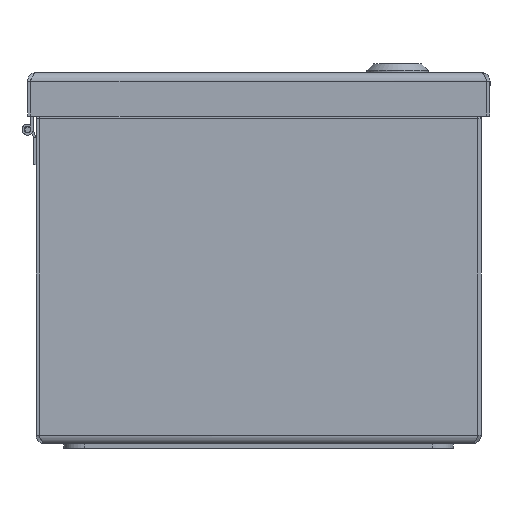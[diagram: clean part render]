
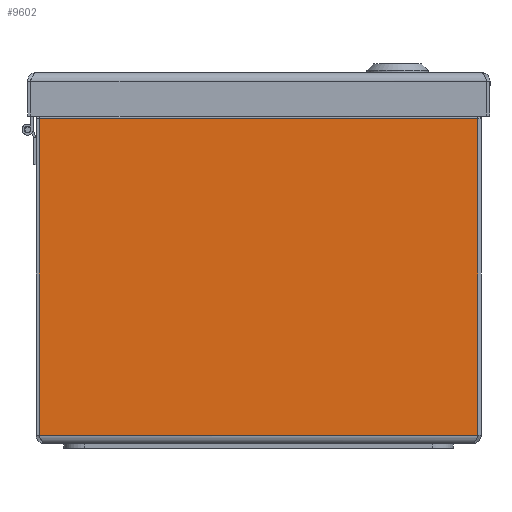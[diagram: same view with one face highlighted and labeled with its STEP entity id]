
A CAD part, left-side view. The second image highlights one B-rep face of the part: STEP entity #9602.
In plain terms, the highlighted face is planar.
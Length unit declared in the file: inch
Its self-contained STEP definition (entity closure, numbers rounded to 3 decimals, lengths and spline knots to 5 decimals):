
#629=PLANE('',#10325);
#1078=FACE_OUTER_BOUND('',#1714,.T.);
#1714=EDGE_LOOP('',(#7545,#7546,#7547,#7548));
#2486=LINE('',#15564,#3329);
#2521=LINE('',#15906,#3364);
#2522=LINE('',#15908,#3365);
#2523=LINE('',#15909,#3366);
#3329=VECTOR('',#12085,7.88059);
#3364=VECTOR('',#12158,5.6945);
#3365=VECTOR('',#12159,7.88059);
#3366=VECTOR('',#12160,5.6945);
#4468=VERTEX_POINT('',#15555);
#4469=VERTEX_POINT('',#15563);
#4492=VERTEX_POINT('',#15905);
#4493=VERTEX_POINT('',#15907);
#5524=EDGE_CURVE('',#4469,#4468,#2486,.T.);
#5574=EDGE_CURVE('',#4492,#4468,#2521,.T.);
#5575=EDGE_CURVE('',#4492,#4493,#2522,.T.);
#5576=EDGE_CURVE('',#4469,#4493,#2523,.T.);
#7545=ORIENTED_EDGE('',*,*,#5524,.T.);
#7546=ORIENTED_EDGE('',*,*,#5574,.F.);
#7547=ORIENTED_EDGE('',*,*,#5575,.T.);
#7548=ORIENTED_EDGE('',*,*,#5576,.F.);
#9602=ADVANCED_FACE('',(#1078),#629,.F.);
#10325=AXIS2_PLACEMENT_3D('',#15904,#12156,#12157);
#12085=DIRECTION('',(-1.,0.,0.));
#12156=DIRECTION('center_axis',(0.,1.,0.));
#12157=DIRECTION('ref_axis',(1.,0.,0.));
#12158=DIRECTION('',(0.,0.,1.));
#12159=DIRECTION('',(1.,0.,0.));
#12160=DIRECTION('',(0.,0.,-1.));
#15555=CARTESIAN_POINT('',(-3.94029,-5.,5.84725));
#15563=CARTESIAN_POINT('',(3.94029,-5.,5.84725));
#15564=CARTESIAN_POINT('',(1.97015,-5.,5.84725));
#15904=CARTESIAN_POINT('Origin',(0.,-5.,3.00376));
#15905=CARTESIAN_POINT('',(-3.94029,-5.,0.15275));
#15906=CARTESIAN_POINT('',(-3.94029,-5.,0.15275));
#15907=CARTESIAN_POINT('',(3.94029,-5.,0.15275));
#15908=CARTESIAN_POINT('',(0.,-5.,0.15275));
#15909=CARTESIAN_POINT('',(3.94029,-5.,0.15275));
